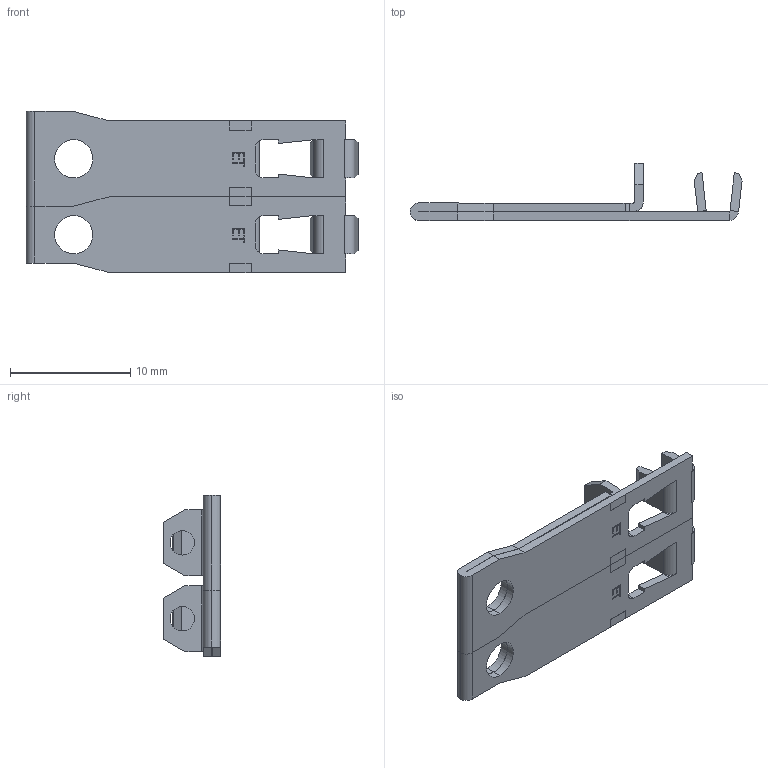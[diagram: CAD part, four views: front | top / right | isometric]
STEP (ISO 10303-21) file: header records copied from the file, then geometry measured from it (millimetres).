
FILE_DESCRIPTION (( 'STEP AP203' ), '1' );
FILE_NAME ('09947.STEP', '2015-02-23T15:48:57', ( '' ), ( '' ), 'SwSTEP 2.0', 'SolidWorks 2014', '' );
FILE_SCHEMA (( 'CONFIG_CONTROL_DESIGN' ));
Length unit declared in the file: inch
Products named in the file (3): SRA3NARROW; SRA3WIDE; 09947
Assembly tree (2 placements, depth 2):
  09947
    SRA3NARROW
    SRA3WIDE
Bounding box: 27.57 x 4.75 x 13.39 mm (x, y, z)
Volume: 407.6 mm3; surface area: 1382.5 mm2
Topology: 2 solids, 2 shells, 238 faces, 644 edges, 412 vertices
Faces by surface type: plane 198, cylinder 40
Entity records: 7683 total; most frequent: CARTESIAN_POINT 1299, ORIENTED_EDGE 1288, DIRECTION 1218, EDGE_CURVE 644, LINE 556, VECTOR 556, VERTEX_POINT 412, AXIS2_PLACEMENT_3D 331
